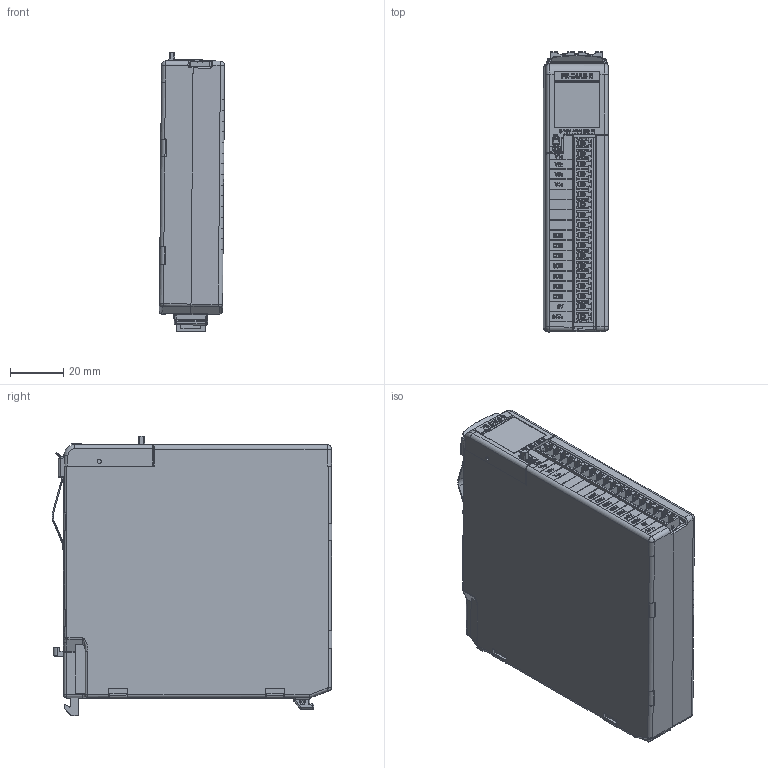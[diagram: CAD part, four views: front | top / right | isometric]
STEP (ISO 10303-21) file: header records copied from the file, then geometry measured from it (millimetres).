
FILE_DESCRIPTION (( 'STEP AP214' ), '1' );
FILE_NAME ('P2-04AD-2 r1 Coord ext2 comb fXT fos wcb fXT.STEP', '2020-05-19T22:22:20', ( '' ), ( '' ), 'SwSTEP 2.0', 'SolidWorks 2017', '' );
FILE_SCHEMA (( 'AUTOMOTIVE_DESIGN' ));
Length unit declared in the file: inch
Products named in the file (1): P2-04AD-2 r1 Coord ext2 comb fXT fos wcb fXT
Bounding box: 24.41 x 104.63 x 104.41 mm (x, y, z)
Volume: 202330.5 mm3; surface area: 45745.6 mm2
Topology: 4 solids, 24 shells, 4402 faces, 12066 edges, 7843 vertices
Faces by surface type: plane 3093, cylinder 652, bspline 447, cone 105, torus 79, sphere 26
Entity records: 162835 total; most frequent: CARTESIAN_POINT 53106, ORIENTED_EDGE 24092, DIRECTION 20072, EDGE_CURVE 12046, LINE 9206, VECTOR 9206, VERTEX_POINT 7844, AXIS2_PLACEMENT_3D 5433
